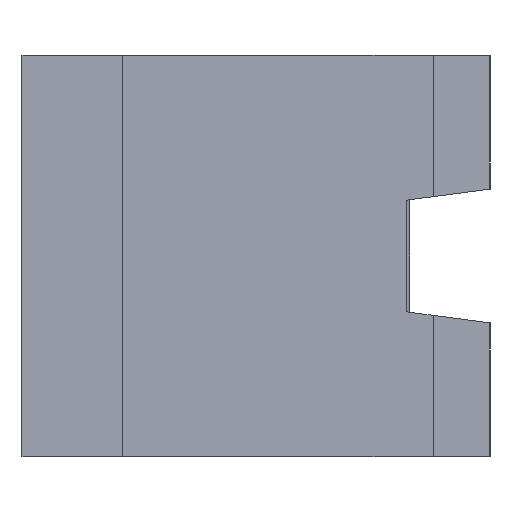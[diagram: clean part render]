
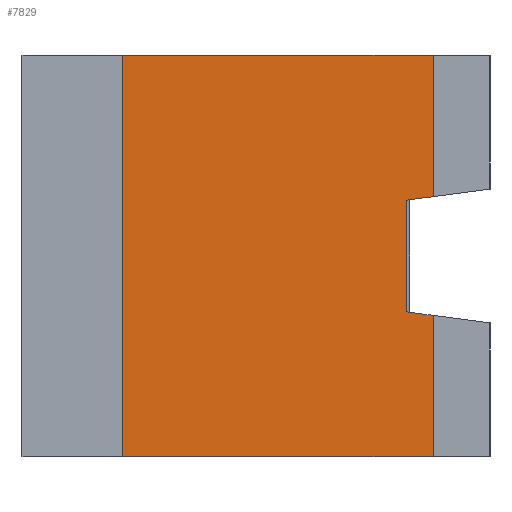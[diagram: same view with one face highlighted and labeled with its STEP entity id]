
A CAD part, left-side view. The second image highlights one B-rep face of the part: STEP entity #7829.
In plain terms, the highlighted planar face has unit normal (-1, 0, 0).
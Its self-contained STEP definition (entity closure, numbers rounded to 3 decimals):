
#76 = DIRECTION ( 'NONE',  ( 0., 0., -1. ) ) ;
#128 = CARTESIAN_POINT ( 'NONE',  ( -1., 1.1, -0.6 ) ) ;
#336 = DIRECTION ( 'NONE',  ( 0., 0., 1. ) ) ;
#352 = EDGE_CURVE ( 'NONE', #1210, #1916, #3335, .T. ) ;
#869 = ORIENTED_EDGE ( 'NONE', *, *, #8411, .T. ) ;
#967 = LINE ( 'NONE', #3874, #2927 ) ;
#1043 = CARTESIAN_POINT ( 'NONE',  ( -1., 1.1, 0.6 ) ) ;
#1065 = DIRECTION ( 'NONE',  ( 0., 0., -1. ) ) ;
#1210 = VERTEX_POINT ( 'NONE', #3752 ) ;
#1234 = EDGE_CURVE ( 'NONE', #3417, #6542, #1770, .T. ) ;
#1389 = ORIENTED_EDGE ( 'NONE', *, *, #2368, .T. ) ;
#1475 = ORIENTED_EDGE ( 'NONE', *, *, #2717, .T. ) ;
#1525 = CARTESIAN_POINT ( 'NONE',  ( -1., 0.17, -0.6 ) ) ;
#1770 = LINE ( 'NONE', #4452, #1884 ) ;
#1884 = VECTOR ( 'NONE', #4391, 1000. ) ;
#1916 = VERTEX_POINT ( 'NONE', #8843 ) ;
#2083 = VECTOR ( 'NONE', #2115, 1000. ) ;
#2115 = DIRECTION ( 'NONE',  ( 0., -0.991, 0.131 ) ) ;
#2188 = LINE ( 'NONE', #8440, #8417 ) ;
#2274 = LINE ( 'NONE', #5779, #7556 ) ;
#2368 = EDGE_CURVE ( 'NONE', #8129, #1210, #967, .T. ) ;
#2579 = CARTESIAN_POINT ( 'NONE',  ( -1., 0.25, -0.167 ) ) ;
#2711 = CARTESIAN_POINT ( 'NONE',  ( -1., 0., 0.2 ) ) ;
#2717 = EDGE_CURVE ( 'NONE', #3863, #7421, #2188, .T. ) ;
#2743 = DIRECTION ( 'NONE',  ( 1., 0., 0. ) ) ;
#2927 = VECTOR ( 'NONE', #3119, 1000. ) ;
#3039 = ORIENTED_EDGE ( 'NONE', *, *, #4506, .F. ) ;
#3119 = DIRECTION ( 'NONE',  ( 0., 0., 1. ) ) ;
#3335 = LINE ( 'NONE', #2711, #2083 ) ;
#3417 = VERTEX_POINT ( 'NONE', #8956 ) ;
#3752 = CARTESIAN_POINT ( 'NONE',  ( -1., 0.25, 0.167 ) ) ;
#3856 = ORIENTED_EDGE ( 'NONE', *, *, #1234, .F. ) ;
#3863 = VERTEX_POINT ( 'NONE', #128 ) ;
#3874 = CARTESIAN_POINT ( 'NONE',  ( -1., 0.25, 0.167 ) ) ;
#4391 = DIRECTION ( 'NONE',  ( 0., -1., 0. ) ) ;
#4452 = CARTESIAN_POINT ( 'NONE',  ( -1., 1.4, 0.6 ) ) ;
#4506 = EDGE_CURVE ( 'NONE', #5439, #7421, #2274, .T. ) ;
#4567 = CARTESIAN_POINT ( 'NONE',  ( -1., 0.17, 0.6 ) ) ;
#4810 = PLANE ( 'NONE',  #5036 ) ;
#5036 = AXIS2_PLACEMENT_3D ( 'NONE', #6854, #2743, #7561 ) ;
#5439 = VERTEX_POINT ( 'NONE', #6436 ) ;
#5779 = CARTESIAN_POINT ( 'NONE',  ( -1., 0.17, 0.6 ) ) ;
#5914 = LINE ( 'NONE', #7172, #6133 ) ;
#6133 = VECTOR ( 'NONE', #8528, 1000. ) ;
#6159 = ORIENTED_EDGE ( 'NONE', *, *, #6923, .F. ) ;
#6436 = CARTESIAN_POINT ( 'NONE',  ( -1., 0.17, -0.178 ) ) ;
#6542 = VERTEX_POINT ( 'NONE', #4567 ) ;
#6804 = FACE_OUTER_BOUND ( 'NONE', #7395, .T. ) ;
#6854 = CARTESIAN_POINT ( 'NONE',  ( -1., 1.4, 0.6 ) ) ;
#6876 = ORIENTED_EDGE ( 'NONE', *, *, #8570, .F. ) ;
#6909 = VECTOR ( 'NONE', #336, 1000. ) ;
#6923 = EDGE_CURVE ( 'NONE', #6542, #1916, #6950, .T. ) ;
#6950 = LINE ( 'NONE', #6977, #8562 ) ;
#6977 = CARTESIAN_POINT ( 'NONE',  ( -1., 0.17, 0.6 ) ) ;
#7172 = CARTESIAN_POINT ( 'NONE',  ( -1., 1.48, -0.005 ) ) ;
#7395 = EDGE_LOOP ( 'NONE', ( #3039, #869, #1389, #8778, #6159, #3856, #6876, #1475 ) ) ;
#7421 = VERTEX_POINT ( 'NONE', #1525 ) ;
#7556 = VECTOR ( 'NONE', #1065, 1000. ) ;
#7561 = DIRECTION ( 'NONE',  ( 0., 0., -1. ) ) ;
#7829 = ADVANCED_FACE ( 'NONE', ( #6804 ), #4810, .F. ) ;
#8129 = VERTEX_POINT ( 'NONE', #2579 ) ;
#8216 = LINE ( 'NONE', #1043, #6909 ) ;
#8379 = DIRECTION ( 'NONE',  ( 0., -1., 0. ) ) ;
#8411 = EDGE_CURVE ( 'NONE', #5439, #8129, #5914, .T. ) ;
#8417 = VECTOR ( 'NONE', #8379, 1000. ) ;
#8440 = CARTESIAN_POINT ( 'NONE',  ( -1., 1.4, -0.6 ) ) ;
#8528 = DIRECTION ( 'NONE',  ( 0., 0.991, 0.131 ) ) ;
#8562 = VECTOR ( 'NONE', #76, 1000. ) ;
#8570 = EDGE_CURVE ( 'NONE', #3863, #3417, #8216, .T. ) ;
#8778 = ORIENTED_EDGE ( 'NONE', *, *, #352, .T. ) ;
#8843 = CARTESIAN_POINT ( 'NONE',  ( -1., 0.17, 0.178 ) ) ;
#8956 = CARTESIAN_POINT ( 'NONE',  ( -1., 1.1, 0.6 ) ) ;
